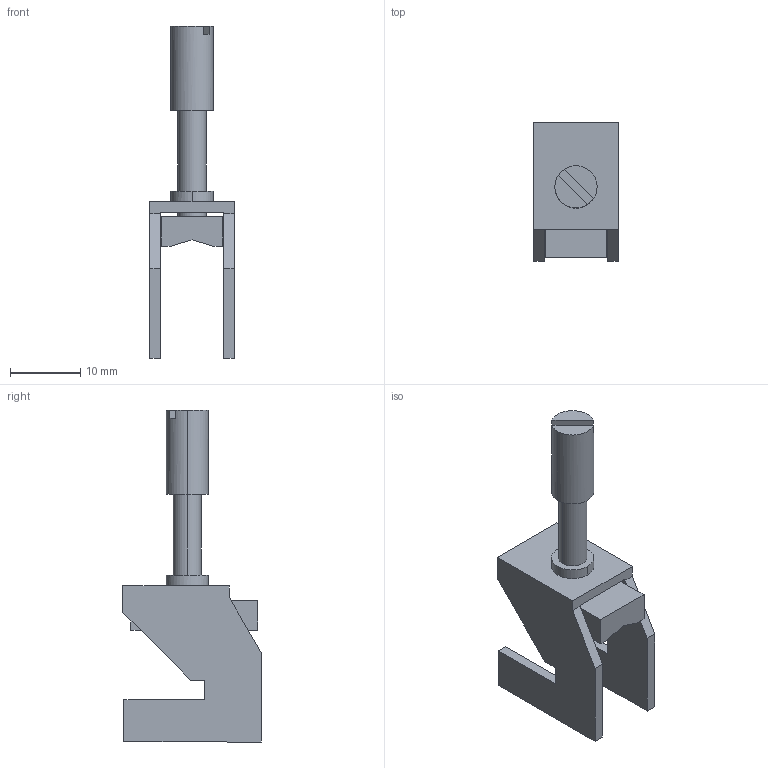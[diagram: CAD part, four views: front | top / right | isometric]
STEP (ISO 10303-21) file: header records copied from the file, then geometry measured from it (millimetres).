
FILE_DESCRIPTION(('STEP AP214'),'1');
FILE_NAME('cctmp_C09E0F25-D367-46FD-8D17-7265EF4858EC_2023_07_24_22_13_31_0474..stp','2023-07-24T20:13:31',('SIEMENS A&D'),('CADClick - www.CADClick.com'),'Spatial InterOp 3D postprocessed',' ','unknown authorization');
FILE_SCHEMA(('AUTOMOTIVE_DESIGN'));
Length unit declared in the file: millimetre
Products named in the file (1): 2023_07_24_22_13_31_0474
Bounding box: 12 x 19.65 x 47.2 mm (x, y, z)
Volume: 2332.2 mm3; surface area: 2832.2 mm2
Topology: 1 solids, 1 shells, 48 faces, 125 edges, 84 vertices
Faces by surface type: plane 40, cylinder 8
Entity records: 1640 total; most frequent: CARTESIAN_POINT 258, ORIENTED_EDGE 250, DIRECTION 245, EDGE_CURVE 125, LINE 103, VECTOR 103, VERTEX_POINT 84, AXIS2_PLACEMENT_3D 71
